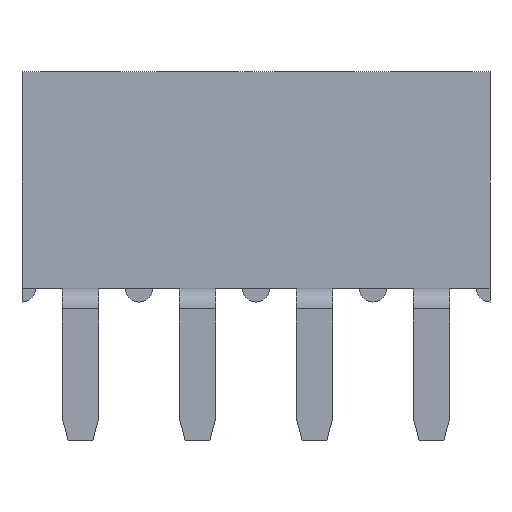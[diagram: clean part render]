
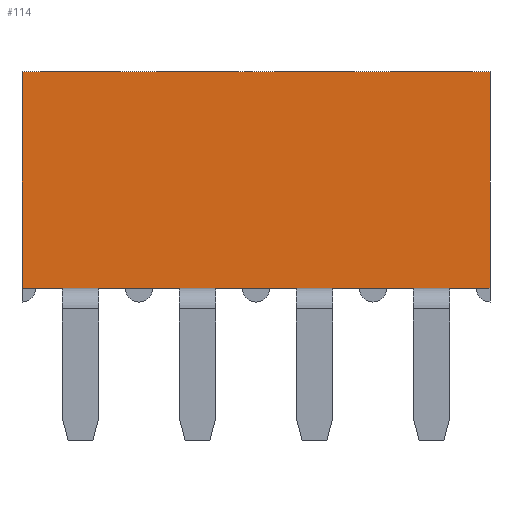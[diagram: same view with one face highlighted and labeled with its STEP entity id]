
A CAD part, front view. The second image highlights one B-rep face of the part: STEP entity #114.
In plain terms, the highlighted planar face has unit normal (0, -1, 0).
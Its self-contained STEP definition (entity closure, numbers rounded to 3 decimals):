
#114=ADVANCED_FACE('',(#439),#287,.T.);
#287=PLANE('',#3417);
#439=FACE_OUTER_BOUND('',#623,.T.);
#623=EDGE_LOOP('',(#930,#931,#932,#933,#934,#935,#936,#937,#938,#939,#940,
#941));
#930=ORIENTED_EDGE('',*,*,#2194,.T.);
#931=ORIENTED_EDGE('',*,*,#2190,.T.);
#932=ORIENTED_EDGE('',*,*,#2195,.F.);
#933=ORIENTED_EDGE('',*,*,#2128,.T.);
#934=ORIENTED_EDGE('',*,*,#2196,.F.);
#935=ORIENTED_EDGE('',*,*,#2120,.T.);
#936=ORIENTED_EDGE('',*,*,#2197,.F.);
#937=ORIENTED_EDGE('',*,*,#2112,.T.);
#938=ORIENTED_EDGE('',*,*,#2198,.F.);
#939=ORIENTED_EDGE('',*,*,#2104,.T.);
#940=ORIENTED_EDGE('',*,*,#2199,.F.);
#941=ORIENTED_EDGE('',*,*,#2096,.T.);
#1792=VERTEX_POINT('',#4585);
#1793=VERTEX_POINT('',#4587);
#1800=VERTEX_POINT('',#4601);
#1801=VERTEX_POINT('',#4603);
#1808=VERTEX_POINT('',#4617);
#1809=VERTEX_POINT('',#4619);
#1816=VERTEX_POINT('',#4633);
#1817=VERTEX_POINT('',#4635);
#1824=VERTEX_POINT('',#4649);
#1825=VERTEX_POINT('',#4651);
#1886=VERTEX_POINT('',#4775);
#1887=VERTEX_POINT('',#4776);
#2096=EDGE_CURVE('',#1793,#1792,#2576,.T.);
#2104=EDGE_CURVE('',#1801,#1800,#2584,.T.);
#2112=EDGE_CURVE('',#1809,#1808,#2592,.T.);
#2120=EDGE_CURVE('',#1817,#1816,#2600,.T.);
#2128=EDGE_CURVE('',#1825,#1824,#2608,.T.);
#2190=EDGE_CURVE('',#1886,#1887,#2670,.T.);
#2194=EDGE_CURVE('',#1792,#1886,#2674,.T.);
#2195=EDGE_CURVE('',#1825,#1887,#2675,.T.);
#2196=EDGE_CURVE('',#1817,#1824,#2676,.T.);
#2197=EDGE_CURVE('',#1809,#1816,#2677,.T.);
#2198=EDGE_CURVE('',#1801,#1808,#2678,.T.);
#2199=EDGE_CURVE('',#1793,#1800,#2679,.T.);
#2576=LINE('',#4586,#3014);
#2584=LINE('',#4602,#3022);
#2592=LINE('',#4618,#3030);
#2600=LINE('',#4634,#3038);
#2608=LINE('',#4650,#3046);
#2670=LINE('',#4774,#3108);
#2674=LINE('',#4783,#3112);
#2675=LINE('',#4784,#3113);
#2676=LINE('',#4785,#3114);
#2677=LINE('',#4786,#3115);
#2678=LINE('',#4787,#3116);
#2679=LINE('',#4788,#3117);
#3014=VECTOR('',#3678,1.);
#3022=VECTOR('',#3686,1.);
#3030=VECTOR('',#3694,1.);
#3038=VECTOR('',#3702,1.);
#3046=VECTOR('',#3710,1.);
#3108=VECTOR('',#3774,1.);
#3112=VECTOR('',#3780,1.);
#3113=VECTOR('',#3781,1.);
#3114=VECTOR('',#3782,1.);
#3115=VECTOR('',#3783,1.);
#3116=VECTOR('',#3784,1.);
#3117=VECTOR('',#3785,1.);
#3417=AXIS2_PLACEMENT_3D('',#4789,#3786,#3787);
#3678=DIRECTION('',(1.,0.,0.));
#3686=DIRECTION('',(1.,0.,0.));
#3694=DIRECTION('',(1.,0.,0.));
#3702=DIRECTION('',(1.,0.,0.));
#3710=DIRECTION('',(1.,0.,0.));
#3774=DIRECTION('',(-1.,0.,0.));
#3780=DIRECTION('',(0.,0.,1.));
#3781=DIRECTION('',(0.,0.,1.));
#3782=DIRECTION('',(-1.,0.,0.));
#3783=DIRECTION('',(-1.,0.,0.));
#3784=DIRECTION('',(-1.,0.,0.));
#3785=DIRECTION('',(-1.,0.,0.));
#3786=DIRECTION('',(0.,-1.,0.));
#3787=DIRECTION('',(0.,0.,-1.));
#4585=CARTESIAN_POINT('',(10.16,0.,0.));
#4586=CARTESIAN_POINT('',(5.08,0.,0.));
#4587=CARTESIAN_POINT('',(9.29,0.,0.));
#4601=CARTESIAN_POINT('',(8.49,0.,0.));
#4602=CARTESIAN_POINT('',(5.08,0.,0.));
#4603=CARTESIAN_POINT('',(6.75,0.,0.));
#4617=CARTESIAN_POINT('',(5.95,0.,0.));
#4618=CARTESIAN_POINT('',(5.08,0.,0.));
#4619=CARTESIAN_POINT('',(4.21,0.,0.));
#4633=CARTESIAN_POINT('',(3.41,0.,0.));
#4634=CARTESIAN_POINT('',(5.08,0.,0.));
#4635=CARTESIAN_POINT('',(1.67,0.,0.));
#4649=CARTESIAN_POINT('',(0.87,0.,0.));
#4650=CARTESIAN_POINT('',(5.08,0.,0.));
#4651=CARTESIAN_POINT('',(0.,0.,0.));
#4774=CARTESIAN_POINT('',(5.08,0.,4.7));
#4775=CARTESIAN_POINT('',(10.16,0.,4.7));
#4776=CARTESIAN_POINT('',(0.,0.,4.7));
#4783=CARTESIAN_POINT('',(10.16,0.,0.));
#4784=CARTESIAN_POINT('',(0.,0.,0.));
#4785=CARTESIAN_POINT('',(5.08,0.,0.));
#4786=CARTESIAN_POINT('',(5.08,0.,0.));
#4787=CARTESIAN_POINT('',(5.08,0.,0.));
#4788=CARTESIAN_POINT('',(5.08,0.,0.));
#4789=CARTESIAN_POINT('',(5.08,0.,0.));
